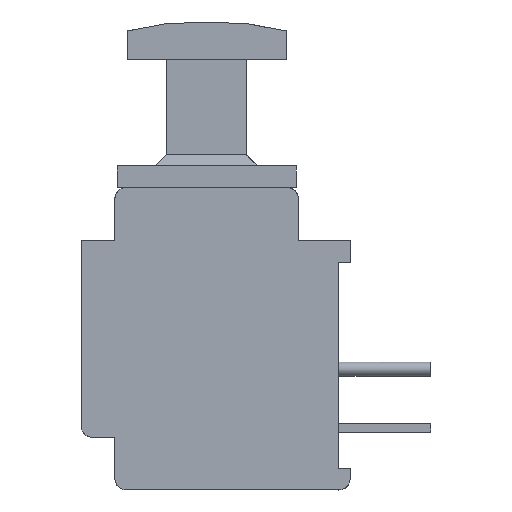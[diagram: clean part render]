
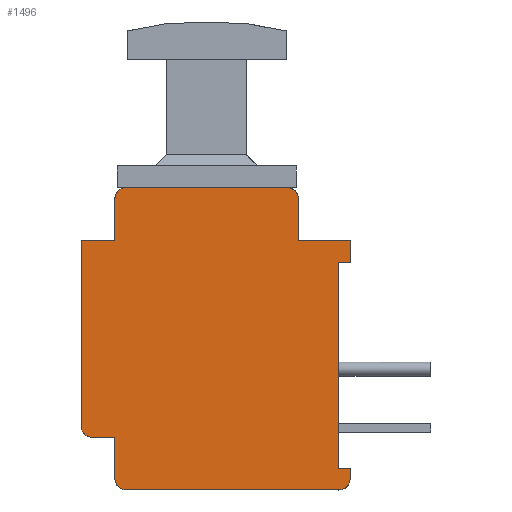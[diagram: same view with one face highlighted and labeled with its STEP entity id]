
A CAD part, left-side view. The second image highlights one B-rep face of the part: STEP entity #1496.
In plain terms, the highlighted planar face has unit normal (1, 0, 0).
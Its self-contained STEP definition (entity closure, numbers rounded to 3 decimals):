
#45=(
BOUNDED_CURVE()
B_SPLINE_CURVE(2,(#4862,#4863,#4864,#4865,#4866,#4867,#4868,#4869,#4870,
#4871,#4872,#4873,#4874,#4875,#4876,#4877,#4878,#4879,#4880,#4881,#4882,
#4883,#4884,#4885,#4886,#4887,#4888,#4889,#4890,#4891,#4892,#4893,#4894,
#4895,#4896,#4897,#4898,#4899,#4900),.UNSPECIFIED.,.T.,.F.)
B_SPLINE_CURVE_WITH_KNOTS((3,2,2,2,2,2,2,2,2,2,2,2,2,2,2,2,2,2,2,3),(0.,
1.,2.571,3.571,5.142,6.142,7.142,
8.142,9.142,10.142,11.142,12.142,
13.712,14.712,16.283,17.283,18.283,
19.854,20.854,21.854),.UNSPECIFIED.)
CURVE()
GEOMETRIC_REPRESENTATION_ITEM()
RATIONAL_B_SPLINE_CURVE((1.,1.,1.,0.707,1.,1.,1.,0.707,
1.,1.,1.,1.,1.,1.,1.,1.,1.,1.,1.,1.,1.,1.,1.,0.707,1.,1.,1.,
0.707,1.,1.,1.,1.,1.,0.707,1.,1.,1.,1.,1.))
REPRESENTATION_ITEM('')
);
#1496=ADVANCED_FACE('',(#1619),#3575,.T.);
#1619=FACE_OUTER_BOUND('',#1745,.T.);
#1745=EDGE_LOOP('',(#2030));
#2030=ORIENTED_EDGE('',*,*,#2468,.T.);
#2468=EDGE_CURVE('',#3302,#3302,#45,.T.);
#3302=VERTEX_POINT('',#4861);
#3575=PLANE('',#3702);
#3702=AXIS2_PLACEMENT_3D('',#4860,#3812,$);
#3812=DIRECTION('',(1.,0.,0.));
#4860=CARTESIAN_POINT('',(-4.85,-6.4,13.5));
#4861=CARTESIAN_POINT('',(-4.85,4.1,11.15));
#4862=CARTESIAN_POINT('',(-4.85,4.1,11.15));
#4863=CARTESIAN_POINT('',(-4.85,4.1,12.075));
#4864=CARTESIAN_POINT('',(-4.85,4.1,13.));
#4865=CARTESIAN_POINT('',(-4.85,4.1,13.5));
#4866=CARTESIAN_POINT('',(-4.85,3.6,13.5));
#4867=CARTESIAN_POINT('',(-4.85,0.,13.5));
#4868=CARTESIAN_POINT('',(-4.85,-3.6,13.5));
#4869=CARTESIAN_POINT('',(-4.85,-4.1,13.5));
#4870=CARTESIAN_POINT('',(-4.85,-4.1,13.));
#4871=CARTESIAN_POINT('',(-4.85,-4.1,12.075));
#4872=CARTESIAN_POINT('',(-4.85,-4.1,11.15));
#4873=CARTESIAN_POINT('',(-4.85,-5.25,11.15));
#4874=CARTESIAN_POINT('',(-4.85,-6.4,11.15));
#4875=CARTESIAN_POINT('',(-4.85,-6.4,10.65));
#4876=CARTESIAN_POINT('',(-4.85,-6.4,10.15));
#4877=CARTESIAN_POINT('',(-4.85,-6.15,10.15));
#4878=CARTESIAN_POINT('',(-4.85,-5.9,10.15));
#4879=CARTESIAN_POINT('',(-4.85,-5.9,5.555));
#4880=CARTESIAN_POINT('',(-4.85,-5.9,0.96));
#4881=CARTESIAN_POINT('',(-4.85,-6.15,0.96));
#4882=CARTESIAN_POINT('',(-4.85,-6.4,0.96));
#4883=CARTESIAN_POINT('',(-4.85,-6.4,0.73));
#4884=CARTESIAN_POINT('',(-4.85,-6.4,0.5));
#4885=CARTESIAN_POINT('',(-4.85,-6.4,0.));
#4886=CARTESIAN_POINT('',(-4.85,-5.9,0.));
#4887=CARTESIAN_POINT('',(-4.85,-1.15,0.));
#4888=CARTESIAN_POINT('',(-4.85,3.6,0.));
#4889=CARTESIAN_POINT('',(-4.85,4.1,0.));
#4890=CARTESIAN_POINT('',(-4.85,4.1,0.5));
#4891=CARTESIAN_POINT('',(-4.85,4.1,1.425));
#4892=CARTESIAN_POINT('',(-4.85,4.1,2.35));
#4893=CARTESIAN_POINT('',(-4.85,4.6,2.35));
#4894=CARTESIAN_POINT('',(-4.85,5.1,2.35));
#4895=CARTESIAN_POINT('',(-4.85,5.6,2.35));
#4896=CARTESIAN_POINT('',(-4.85,5.6,2.85));
#4897=CARTESIAN_POINT('',(-4.85,5.6,7.));
#4898=CARTESIAN_POINT('',(-4.85,5.6,11.15));
#4899=CARTESIAN_POINT('',(-4.85,4.85,11.15));
#4900=CARTESIAN_POINT('',(-4.85,4.1,11.15));
